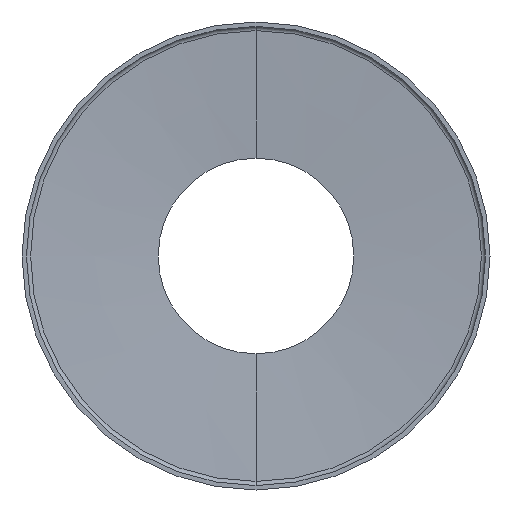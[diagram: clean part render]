
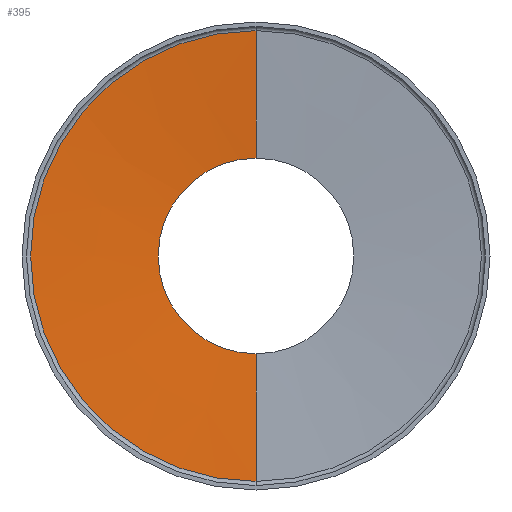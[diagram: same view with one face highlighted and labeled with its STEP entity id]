
A CAD part, front view. The second image highlights one B-rep face of the part: STEP entity #395.
In plain terms, the highlighted conical face has half-angle 86 degrees and reference radius 50.57 mm.
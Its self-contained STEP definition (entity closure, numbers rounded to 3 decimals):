
#4 = AXIS2_PLACEMENT_3D ( 'NONE', #109, #299, #258 ) ;
#8 = FACE_OUTER_BOUND ( 'NONE', #63, .T. ) ;
#14 = ORIENTED_EDGE ( 'NONE', *, *, #239, .F. ) ;
#51 = CIRCLE ( 'NONE', #187, 50.57 ) ;
#57 = CARTESIAN_POINT ( 'NONE',  ( 0., 19.004, -21.95 ) ) ;
#58 = EDGE_CURVE ( 'NONE', #343, #232, #51, .T. ) ;
#63 = EDGE_LOOP ( 'NONE', ( #83, #281, #203, #14 ) ) ;
#70 = LINE ( 'NONE', #259, #449 ) ;
#73 = DIRECTION ( 'NONE',  ( 0., -1., 0. ) ) ;
#81 = CIRCLE ( 'NONE', #4, 21.95 ) ;
#83 = ORIENTED_EDGE ( 'NONE', *, *, #341, .F. ) ;
#108 = EDGE_CURVE ( 'NONE', #162, #343, #70, .T. ) ;
#109 = CARTESIAN_POINT ( 'NONE',  ( 0., 19.004, 0. ) ) ;
#131 = DIRECTION ( 'NONE',  ( 0., -0.07, -0.998 ) ) ;
#153 = DIRECTION ( 'NONE',  ( 0., 0., -1. ) ) ;
#162 = VERTEX_POINT ( 'NONE', #323 ) ;
#171 = VERTEX_POINT ( 'NONE', #57 ) ;
#177 = LINE ( 'NONE', #471, #368 ) ;
#186 = DIRECTION ( 'NONE',  ( 0., 0., -1. ) ) ;
#187 = AXIS2_PLACEMENT_3D ( 'NONE', #365, #73, #186 ) ;
#203 = ORIENTED_EDGE ( 'NONE', *, *, #58, .T. ) ;
#232 = VERTEX_POINT ( 'NONE', #459 ) ;
#239 = EDGE_CURVE ( 'NONE', #171, #232, #177, .T. ) ;
#258 = DIRECTION ( 'NONE',  ( 0., 0., -1. ) ) ;
#259 = CARTESIAN_POINT ( 'NONE',  ( 0., 17.002, 50.57 ) ) ;
#261 = CARTESIAN_POINT ( 'NONE',  ( 0., 17.002, 50.57 ) ) ;
#278 = CONICAL_SURFACE ( 'NONE', #351, 50.57, 1.501 ) ;
#281 = ORIENTED_EDGE ( 'NONE', *, *, #108, .T. ) ;
#299 = DIRECTION ( 'NONE',  ( 0., -1., 0. ) ) ;
#323 = CARTESIAN_POINT ( 'NONE',  ( 0., 19.004, 21.95 ) ) ;
#341 = EDGE_CURVE ( 'NONE', #162, #171, #81, .T. ) ;
#343 = VERTEX_POINT ( 'NONE', #261 ) ;
#351 = AXIS2_PLACEMENT_3D ( 'NONE', #360, #370, #153 ) ;
#360 = CARTESIAN_POINT ( 'NONE',  ( 0., 17.002, 0. ) ) ;
#362 = DIRECTION ( 'NONE',  ( 0., -0.07, 0.998 ) ) ;
#365 = CARTESIAN_POINT ( 'NONE',  ( 0., 17.002, 0. ) ) ;
#368 = VECTOR ( 'NONE', #131, 1000. ) ;
#370 = DIRECTION ( 'NONE',  ( 0., -1., 0. ) ) ;
#395 = ADVANCED_FACE ( 'NONE', ( #8 ), #278, .F. ) ;
#449 = VECTOR ( 'NONE', #362, 1000. ) ;
#459 = CARTESIAN_POINT ( 'NONE',  ( 0., 17.002, -50.57 ) ) ;
#471 = CARTESIAN_POINT ( 'NONE',  ( 0., 17.002, -50.57 ) ) ;
